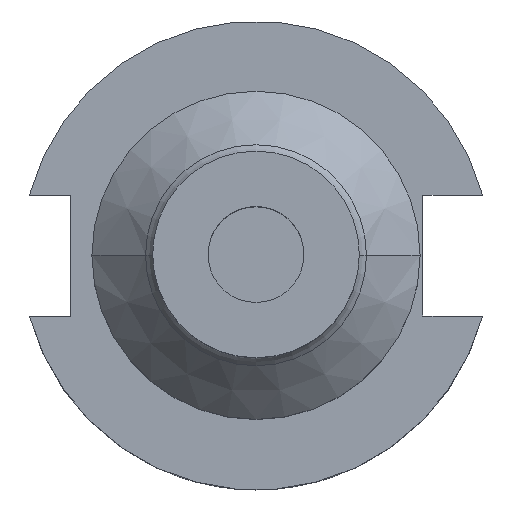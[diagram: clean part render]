
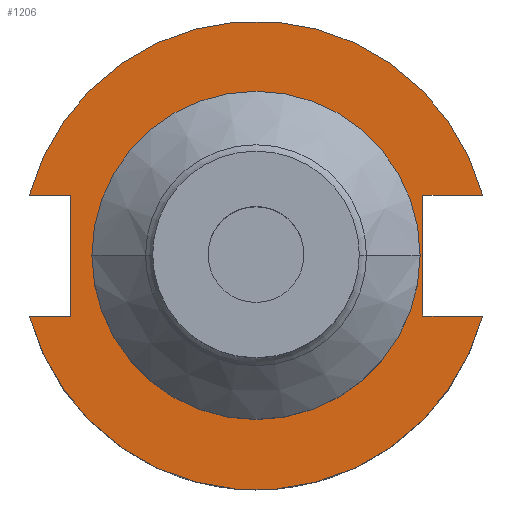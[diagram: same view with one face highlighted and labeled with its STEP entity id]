
A CAD part, top view. The second image highlights one B-rep face of the part: STEP entity #1206.
In plain terms, the highlighted planar face has unit normal (0, 0, 1).
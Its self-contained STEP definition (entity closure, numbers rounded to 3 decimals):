
#1 = FACE_OUTER_BOUND ( 'NONE', #785, .T. ) ;
#9 = DIRECTION ( 'NONE',  ( -1., 0., 0. ) ) ;
#10 = EDGE_CURVE ( 'NONE', #951, #745, #595, .T. ) ;
#19 = CARTESIAN_POINT ( 'NONE',  ( -30.675, -8.191, 19.05 ) ) ;
#20 = DIRECTION ( 'NONE',  ( -1., 0., 0. ) ) ;
#34 = CARTESIAN_POINT ( 'NONE',  ( 0., 0., 19.05 ) ) ;
#130 = VERTEX_POINT ( 'NONE', #676 ) ;
#141 = AXIS2_PLACEMENT_3D ( 'NONE', #498, #634, #20 ) ;
#152 = EDGE_CURVE ( 'NONE', #1132, #1835, #1665, .T. ) ;
#195 = DIRECTION ( 'NONE',  ( 0., 0., -1. ) ) ;
#214 = VECTOR ( 'NONE', #1279, 1000. ) ;
#243 = EDGE_CURVE ( 'NONE', #1455, #745, #1181, .T. ) ;
#265 = CARTESIAN_POINT ( 'NONE',  ( 0., 8.192, 19.05 ) ) ;
#267 = CARTESIAN_POINT ( 'NONE',  ( 22.606, 0., 19.05 ) ) ;
#274 = CARTESIAN_POINT ( 'NONE',  ( 22.606, 8.192, 19.05 ) ) ;
#292 = DIRECTION ( 'NONE',  ( 0., -1., 0. ) ) ;
#348 = VECTOR ( 'NONE', #1307, 1000. ) ;
#364 = DIRECTION ( 'NONE',  ( 1., 0., 0. ) ) ;
#370 = VERTEX_POINT ( 'NONE', #826 ) ;
#385 = ORIENTED_EDGE ( 'NONE', *, *, #791, .F. ) ;
#419 = DIRECTION ( 'NONE',  ( -1., 0., 0. ) ) ;
#450 = ORIENTED_EDGE ( 'NONE', *, *, #243, .F. ) ;
#453 = EDGE_CURVE ( 'NONE', #1835, #1132, #861, .T. ) ;
#498 = CARTESIAN_POINT ( 'NONE',  ( 31.043, -32.131, 19.05 ) ) ;
#595 = LINE ( 'NONE', #1591, #822 ) ;
#613 = CARTESIAN_POINT ( 'NONE',  ( 0., -22.225, 19.05 ) ) ;
#634 = DIRECTION ( 'NONE',  ( 0., 0., -1. ) ) ;
#649 = VECTOR ( 'NONE', #9, 1000. ) ;
#662 = CARTESIAN_POINT ( 'NONE',  ( 0., 0., 19.05 ) ) ;
#674 = DIRECTION ( 'NONE',  ( 0., -1., 0. ) ) ;
#676 = CARTESIAN_POINT ( 'NONE',  ( 22.606, -8.192, 19.05 ) ) ;
#680 = CARTESIAN_POINT ( 'NONE',  ( 0., -8.192, 19.05 ) ) ;
#682 = ORIENTED_EDGE ( 'NONE', *, *, #954, .F. ) ;
#719 = CARTESIAN_POINT ( 'NONE',  ( 0., 8.192, 19.05 ) ) ;
#726 = PLANE ( 'NONE',  #141 ) ;
#745 = VERTEX_POINT ( 'NONE', #19 ) ;
#755 = CARTESIAN_POINT ( 'NONE',  ( -25.091, 8.192, 19.05 ) ) ;
#765 = CIRCLE ( 'NONE', #1789, 31.75 ) ;
#775 = CARTESIAN_POINT ( 'NONE',  ( 30.675, -8.192, 19.05 ) ) ;
#785 = EDGE_LOOP ( 'NONE', ( #820, #450, #1244, #1865, #385, #682, #1416, #1855 ) ) ;
#791 = EDGE_CURVE ( 'NONE', #370, #1095, #1178, .T. ) ;
#797 = LINE ( 'NONE', #1890, #1582 ) ;
#820 = ORIENTED_EDGE ( 'NONE', *, *, #10, .T. ) ;
#822 = VECTOR ( 'NONE', #419, 1000. ) ;
#826 = CARTESIAN_POINT ( 'NONE',  ( 30.675, 8.192, 19.05 ) ) ;
#827 = VERTEX_POINT ( 'NONE', #1884 ) ;
#832 = CARTESIAN_POINT ( 'NONE',  ( 0., 0., 19.05 ) ) ;
#858 = EDGE_CURVE ( 'NONE', #1007, #827, #1862, .T. ) ;
#861 = CIRCLE ( 'NONE', #1761, 22.225 ) ;
#895 = DIRECTION ( 'NONE',  ( 0., -1., 0. ) ) ;
#915 = DIRECTION ( 'NONE',  ( 0., 0., -1. ) ) ;
#951 = VERTEX_POINT ( 'NONE', #1518 ) ;
#954 = EDGE_CURVE ( 'NONE', #827, #370, #765, .T. ) ;
#1001 = LINE ( 'NONE', #680, #214 ) ;
#1003 = LINE ( 'NONE', #267, #1351 ) ;
#1007 = VERTEX_POINT ( 'NONE', #755 ) ;
#1081 = CARTESIAN_POINT ( 'NONE',  ( 0., 0., 19.05 ) ) ;
#1095 = VERTEX_POINT ( 'NONE', #274 ) ;
#1121 = AXIS2_PLACEMENT_3D ( 'NONE', #34, #1759, #1543 ) ;
#1132 = VERTEX_POINT ( 'NONE', #613 ) ;
#1168 = EDGE_CURVE ( 'NONE', #1007, #951, #797, .T. ) ;
#1178 = LINE ( 'NONE', #265, #348 ) ;
#1181 = CIRCLE ( 'NONE', #1613, 31.75 ) ;
#1206 = ADVANCED_FACE ( 'NONE', ( #1481, #1 ), #726, .F. ) ;
#1238 = DIRECTION ( 'NONE',  ( 1., 0., 0. ) ) ;
#1244 = ORIENTED_EDGE ( 'NONE', *, *, #1296, .F. ) ;
#1272 = CARTESIAN_POINT ( 'NONE',  ( 0., 22.225, 19.05 ) ) ;
#1279 = DIRECTION ( 'NONE',  ( 1., 0., 0. ) ) ;
#1280 = EDGE_LOOP ( 'NONE', ( #1391, #1513 ) ) ;
#1296 = EDGE_CURVE ( 'NONE', #130, #1455, #1001, .T. ) ;
#1307 = DIRECTION ( 'NONE',  ( -1., 0., 0. ) ) ;
#1351 = VECTOR ( 'NONE', #292, 1000. ) ;
#1391 = ORIENTED_EDGE ( 'NONE', *, *, #152, .F. ) ;
#1416 = ORIENTED_EDGE ( 'NONE', *, *, #858, .F. ) ;
#1455 = VERTEX_POINT ( 'NONE', #775 ) ;
#1481 = FACE_BOUND ( 'NONE', #1280, .T. ) ;
#1513 = ORIENTED_EDGE ( 'NONE', *, *, #453, .F. ) ;
#1518 = CARTESIAN_POINT ( 'NONE',  ( -25.091, -8.191, 19.05 ) ) ;
#1543 = DIRECTION ( 'NONE',  ( 0., -1., 0. ) ) ;
#1582 = VECTOR ( 'NONE', #895, 1000. ) ;
#1587 = EDGE_CURVE ( 'NONE', #1095, #130, #1003, .T. ) ;
#1591 = CARTESIAN_POINT ( 'NONE',  ( -27.883, -8.191, 19.05 ) ) ;
#1613 = AXIS2_PLACEMENT_3D ( 'NONE', #662, #915, #364 ) ;
#1665 = CIRCLE ( 'NONE', #1121, 22.225 ) ;
#1704 = DIRECTION ( 'NONE',  ( 0., 0., 1. ) ) ;
#1759 = DIRECTION ( 'NONE',  ( 0., 0., 1. ) ) ;
#1761 = AXIS2_PLACEMENT_3D ( 'NONE', #832, #1704, #674 ) ;
#1789 = AXIS2_PLACEMENT_3D ( 'NONE', #1081, #195, #1238 ) ;
#1835 = VERTEX_POINT ( 'NONE', #1272 ) ;
#1855 = ORIENTED_EDGE ( 'NONE', *, *, #1168, .T. ) ;
#1862 = LINE ( 'NONE', #719, #649 ) ;
#1865 = ORIENTED_EDGE ( 'NONE', *, *, #1587, .F. ) ;
#1884 = CARTESIAN_POINT ( 'NONE',  ( -30.675, 8.192, 19.05 ) ) ;
#1890 = CARTESIAN_POINT ( 'NONE',  ( -25.091, 0., 19.05 ) ) ;
